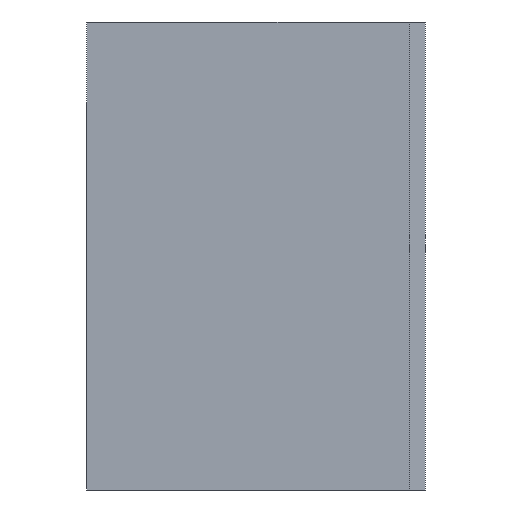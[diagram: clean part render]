
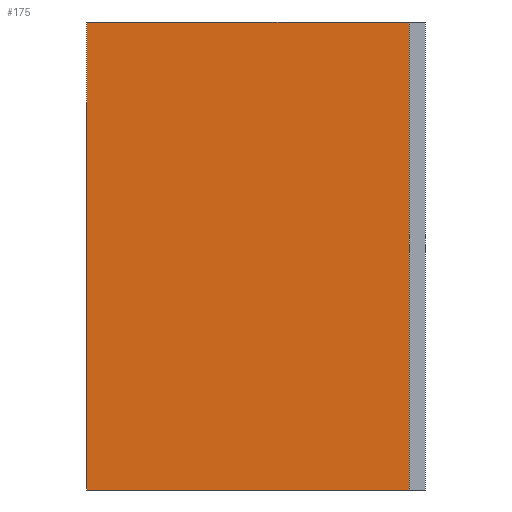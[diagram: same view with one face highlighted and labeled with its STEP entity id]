
A CAD part, left-side view. The second image highlights one B-rep face of the part: STEP entity #175.
In plain terms, the highlighted planar face has unit normal (-1, 0, 0).
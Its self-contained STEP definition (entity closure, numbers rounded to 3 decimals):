
#175=ADVANCED_FACE('',(#357),#271,.F.);
#271=PLANE('',#1968);
#357=FACE_OUTER_BOUND('',#446,.T.);
#446=EDGE_LOOP('',(#869,#870,#871,#872));
#869=ORIENTED_EDGE('',*,*,#1345,.T.);
#870=ORIENTED_EDGE('',*,*,#1371,.F.);
#871=ORIENTED_EDGE('',*,*,#1358,.F.);
#872=ORIENTED_EDGE('',*,*,#1372,.T.);
#1115=VERTEX_POINT('',#2824);
#1116=VERTEX_POINT('',#2825);
#1128=VERTEX_POINT('',#2851);
#1129=VERTEX_POINT('',#2852);
#1345=EDGE_CURVE('',#1115,#1116,#1592,.T.);
#1358=EDGE_CURVE('',#1128,#1129,#1604,.T.);
#1371=EDGE_CURVE('',#1129,#1116,#1616,.T.);
#1372=EDGE_CURVE('',#1128,#1115,#1617,.T.);
#1592=LINE('',#2823,#1830);
#1604=LINE('',#2850,#1842);
#1616=LINE('',#2877,#1854);
#1617=LINE('',#2878,#1855);
#1830=VECTOR('',#2314,1.);
#1842=VECTOR('',#2330,1.);
#1854=VECTOR('',#2346,1.);
#1855=VECTOR('',#2347,1.);
#1968=AXIS2_PLACEMENT_3D('',#2879,#2348,#2349);
#2314=DIRECTION('',(0.,1.,0.));
#2330=DIRECTION('',(0.,1.,0.));
#2346=DIRECTION('',(0.,0.,1.));
#2347=DIRECTION('',(0.,0.,1.));
#2348=DIRECTION('',(1.,0.,0.));
#2349=DIRECTION('',(0.,0.,-1.));
#2823=CARTESIAN_POINT('',(-20.,-11.8,29.));
#2824=CARTESIAN_POINT('',(-20.,-11.8,29.));
#2825=CARTESIAN_POINT('',(-20.,8.2,29.));
#2850=CARTESIAN_POINT('',(-20.,-11.8,0.));
#2851=CARTESIAN_POINT('',(-20.,-11.8,0.));
#2852=CARTESIAN_POINT('',(-20.,8.2,0.));
#2877=CARTESIAN_POINT('',(-20.,8.2,0.));
#2878=CARTESIAN_POINT('',(-20.,-11.8,0.));
#2879=CARTESIAN_POINT('',(-20.,-11.8,0.));
